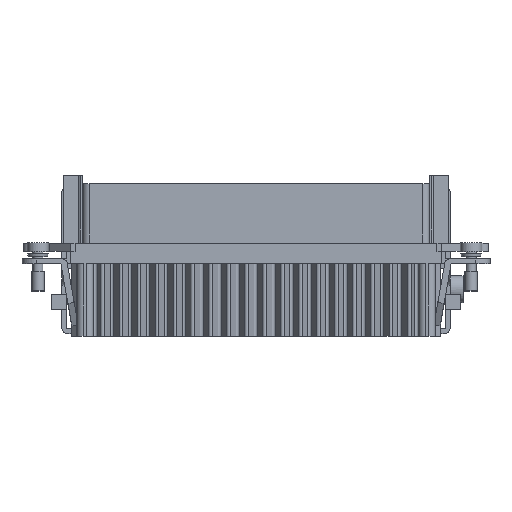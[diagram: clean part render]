
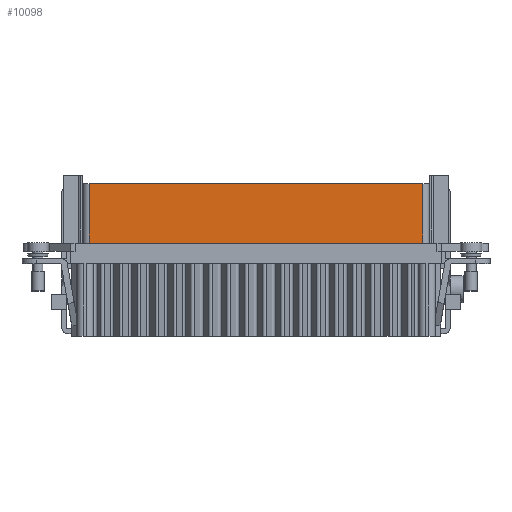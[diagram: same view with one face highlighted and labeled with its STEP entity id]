
A CAD part, top view. The second image highlights one B-rep face of the part: STEP entity #10098.
In plain terms, the highlighted planar face has unit normal (0, 0, 1).
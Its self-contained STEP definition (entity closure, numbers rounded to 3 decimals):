
#287 = LINE ( 'NONE', #21815, #25237 ) ;
#1037 = FACE_OUTER_BOUND ( 'NONE', #5672, .T. ) ;
#1326 = ORIENTED_EDGE ( 'NONE', *, *, #9570, .T. ) ;
#1328 = ORIENTED_EDGE ( 'NONE', *, *, #10915, .F. ) ;
#1329 = ORIENTED_EDGE ( 'NONE', *, *, #32670, .T. ) ;
#1331 = ORIENTED_EDGE ( 'NONE', *, *, #11060, .F. ) ;
#5672 = EDGE_LOOP ( 'NONE', ( #1329, #1328, #1331, #1326 ) ) ;
#8161 = VECTOR ( 'NONE', #16122, 1000. ) ;
#9570 = EDGE_CURVE ( 'NONE', #20380, #20111, #287, .T. ) ;
#10098 = ADVANCED_FACE ( 'NONE', ( #1037 ), #24191, .F. ) ;
#10915 = EDGE_CURVE ( 'NONE', #20381, #20098, #27009, .T. ) ;
#11060 = EDGE_CURVE ( 'NONE', #20380, #20381, #27014, .T. ) ;
#14864 = VECTOR ( 'NONE', #29497, 1000. ) ;
#15247 = LINE ( 'NONE', #29496, #14864 ) ;
#15814 = CARTESIAN_POINT ( 'NONE',  ( 39.5, 35.75, 14.35 ) ) ;
#15815 = CARTESIAN_POINT ( 'NONE',  ( -39.5, 35.75, 14.35 ) ) ;
#16122 = DIRECTION ( 'NONE',  ( 1., 0., 0. ) ) ;
#16123 = CARTESIAN_POINT ( 'NONE',  ( -39.5, 35.75, 14.35 ) ) ;
#16163 = CARTESIAN_POINT ( 'NONE',  ( -39.5, 21.65, 14.35 ) ) ;
#16176 = CARTESIAN_POINT ( 'NONE',  ( 39.5, 21.65, 14.35 ) ) ;
#16339 = DIRECTION ( 'NONE',  ( 0., -1., 0. ) ) ;
#16341 = CARTESIAN_POINT ( 'NONE',  ( 39.5, 35.75, 14.35 ) ) ;
#20098 = VERTEX_POINT ( 'NONE', #16176 ) ;
#20111 = VERTEX_POINT ( 'NONE', #16163 ) ;
#20380 = VERTEX_POINT ( 'NONE', #15815 ) ;
#20381 = VERTEX_POINT ( 'NONE', #15814 ) ;
#21814 = DIRECTION ( 'NONE',  ( 0., -1., 0. ) ) ;
#21815 = CARTESIAN_POINT ( 'NONE',  ( -39.5, 35.75, 14.35 ) ) ;
#24186 = DIRECTION ( 'NONE',  ( -1., 0., 0. ) ) ;
#24187 = DIRECTION ( 'NONE',  ( 0., 0., -1. ) ) ;
#24189 = CARTESIAN_POINT ( 'NONE',  ( -39.5, 35.75, 14.35 ) ) ;
#24191 = PLANE ( 'NONE',  #26403 ) ;
#25237 = VECTOR ( 'NONE', #21814, 1000. ) ;
#25728 = VECTOR ( 'NONE', #16339, 1000. ) ;
#26403 = AXIS2_PLACEMENT_3D ( 'NONE', #24189, #24187, #24186 ) ;
#27009 = LINE ( 'NONE', #16341, #25728 ) ;
#27014 = LINE ( 'NONE', #16123, #8161 ) ;
#29496 = CARTESIAN_POINT ( 'NONE',  ( -39.5, 21.65, 14.35 ) ) ;
#29497 = DIRECTION ( 'NONE',  ( 1., 0., 0. ) ) ;
#32670 = EDGE_CURVE ( 'NONE', #20111, #20098, #15247, .T. ) ;
